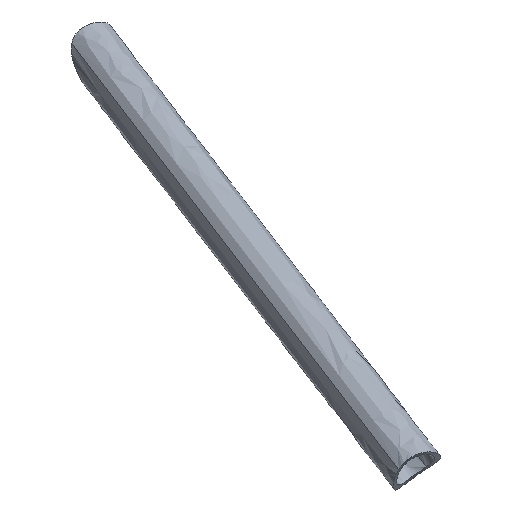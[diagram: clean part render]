
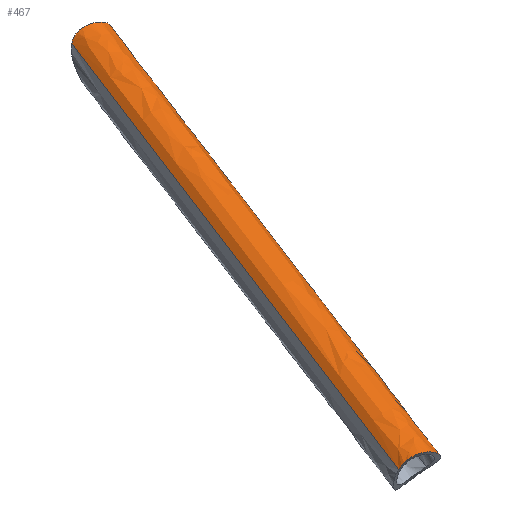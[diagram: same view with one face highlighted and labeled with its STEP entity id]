
A CAD part, top view. The second image highlights one B-rep face of the part: STEP entity #467.
In plain terms, the highlighted free-form (B-spline) face has degree [5, 4] with [6, 5] control points.
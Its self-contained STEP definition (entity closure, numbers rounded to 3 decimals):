
#58=CARTESIAN_POINT('Control Point',(-1684.399,-316.139,371.149)) ;
#59=CARTESIAN_POINT('Control Point',(-1684.028,-315.55,371.392)) ;
#60=CARTESIAN_POINT('Control Point',(-1683.591,-314.965,371.573)) ;
#61=CARTESIAN_POINT('Control Point',(-1683.087,-314.402,371.689)) ;
#62=CARTESIAN_POINT('Control Point',(-1681.978,-313.38,371.783)) ;
#63=CARTESIAN_POINT('Control Point',(-1680.683,-312.574,371.608)) ;
#64=CARTESIAN_POINT('Control Point',(-1680.016,-312.243,371.457)) ;
#65=CARTESIAN_POINT('Control Point',(-1678.355,-311.614,370.93)) ;
#66=CARTESIAN_POINT('Control Point',(-1676.716,-311.402,370.021)) ;
#67=CARTESIAN_POINT('Control Point',(-1675.81,-311.421,369.358)) ;
#68=CARTESIAN_POINT('Control Point',(-1674.463,-311.654,367.965)) ;
#69=CARTESIAN_POINT('Control Point',(-1673.675,-312.116,366.268)) ;
#70=CARTESIAN_POINT('Control Point',(-1673.463,-312.337,365.505)) ;
#71=CARTESIAN_POINT('Control Point',(-1673.312,-312.718,364.228)) ;
#72=CARTESIAN_POINT('Control Point',(-1673.449,-313.121,362.975)) ;
#73=CARTESIAN_POINT('Control Point',(-1673.543,-313.283,362.488)) ;
#74=CARTESIAN_POINT('Control Point',(-1673.92,-313.755,361.131)) ;
#75=CARTESIAN_POINT('Control Point',(-1674.565,-314.262,359.901)) ;
#76=CARTESIAN_POINT('Control Point',(-1675.076,-314.614,359.173)) ;
#77=CARTESIAN_POINT('Control Point',(-1675.665,-314.997,358.54)) ;
#78=CARTESIAN_POINT('Control Point',(-1676.307,-315.412,358.029)) ;
#79=CARTESIAN_POINT('Vertex',(-1684.399,-316.139,371.149)) ;
#81=CARTESIAN_POINT('Vertex',(-1676.307,-315.412,358.029)) ;
#174=CARTESIAN_POINT('Vertex',(-1759.035,-202.213,268.832)) ;
#262=CARTESIAN_POINT('Vertex',(-1769.928,-204.435,277.957)) ;
#266=CARTESIAN_POINT('Control Point',(-1759.035,-202.213,268.832)) ;
#267=CARTESIAN_POINT('Control Point',(-1759.071,-201.56,269.273)) ;
#268=CARTESIAN_POINT('Control Point',(-1759.142,-200.977,269.826)) ;
#269=CARTESIAN_POINT('Control Point',(-1759.271,-200.486,270.461)) ;
#270=CARTESIAN_POINT('Control Point',(-1759.813,-199.389,272.25)) ;
#271=CARTESIAN_POINT('Control Point',(-1760.906,-198.847,274.109)) ;
#272=CARTESIAN_POINT('Control Point',(-1761.822,-198.711,275.17)) ;
#273=CARTESIAN_POINT('Control Point',(-1763.718,-198.833,276.688)) ;
#274=CARTESIAN_POINT('Control Point',(-1765.808,-199.582,277.549)) ;
#275=CARTESIAN_POINT('Control Point',(-1766.698,-200.017,277.79)) ;
#276=CARTESIAN_POINT('Control Point',(-1768.155,-201.005,278.011)) ;
#277=CARTESIAN_POINT('Control Point',(-1769.213,-202.37,278.011)) ;
#278=CARTESIAN_POINT('Control Point',(-1769.563,-203.028,277.989)) ;
#279=CARTESIAN_POINT('Control Point',(-1769.795,-203.723,277.969)) ;
#280=CARTESIAN_POINT('Control Point',(-1769.928,-204.435,277.957)) ;
#404=CARTESIAN_POINT('Control Point',(-1677.691,-324.899,378.458)) ;
#405=CARTESIAN_POINT('Control Point',(-1673.549,-319.34,381.32)) ;
#406=CARTESIAN_POINT('Control Point',(-1666.514,-317.397,377.192)) ;
#407=CARTESIAN_POINT('Control Point',(-1663.62,-321.013,370.202)) ;
#408=CARTESIAN_POINT('Control Point',(-1667.762,-326.572,367.34)) ;
#409=CARTESIAN_POINT('Control Point',(-1696.946,-299.752,357.478)) ;
#410=CARTESIAN_POINT('Control Point',(-1692.804,-294.193,360.34)) ;
#411=CARTESIAN_POINT('Control Point',(-1685.769,-292.25,356.212)) ;
#412=CARTESIAN_POINT('Control Point',(-1682.875,-295.866,349.222)) ;
#413=CARTESIAN_POINT('Control Point',(-1687.017,-301.425,346.36)) ;
#414=CARTESIAN_POINT('Control Point',(-1716.2,-274.605,336.498)) ;
#415=CARTESIAN_POINT('Control Point',(-1712.059,-269.046,339.36)) ;
#416=CARTESIAN_POINT('Control Point',(-1705.023,-267.103,335.232)) ;
#417=CARTESIAN_POINT('Control Point',(-1702.13,-270.719,328.242)) ;
#418=CARTESIAN_POINT('Control Point',(-1706.271,-276.278,325.38)) ;
#419=CARTESIAN_POINT('Control Point',(-1735.455,-249.458,315.519)) ;
#420=CARTESIAN_POINT('Control Point',(-1731.313,-243.899,318.381)) ;
#421=CARTESIAN_POINT('Control Point',(-1724.278,-241.956,314.253)) ;
#422=CARTESIAN_POINT('Control Point',(-1721.384,-245.572,307.262)) ;
#423=CARTESIAN_POINT('Control Point',(-1725.526,-251.131,304.4)) ;
#424=CARTESIAN_POINT('Control Point',(-1754.71,-224.311,294.539)) ;
#425=CARTESIAN_POINT('Control Point',(-1750.568,-218.751,297.401)) ;
#426=CARTESIAN_POINT('Control Point',(-1743.533,-216.808,293.273)) ;
#427=CARTESIAN_POINT('Control Point',(-1740.639,-220.425,286.283)) ;
#428=CARTESIAN_POINT('Control Point',(-1744.781,-225.984,283.421)) ;
#429=CARTESIAN_POINT('Control Point',(-1773.965,-199.163,273.559)) ;
#430=CARTESIAN_POINT('Control Point',(-1769.823,-193.604,276.421)) ;
#431=CARTESIAN_POINT('Control Point',(-1762.787,-191.661,272.293)) ;
#432=CARTESIAN_POINT('Control Point',(-1759.894,-195.278,265.303)) ;
#433=CARTESIAN_POINT('Control Point',(-1764.035,-200.837,262.441)) ;
#435=CARTESIAN_POINT('Control Point',(-1759.035,-202.213,268.832)) ;
#436=CARTESIAN_POINT('Control Point',(-1758.35,-203.713,269.095)) ;
#437=CARTESIAN_POINT('Control Point',(-1757.764,-205.248,269.36)) ;
#438=CARTESIAN_POINT('Control Point',(-1757.301,-206.818,269.623)) ;
#439=CARTESIAN_POINT('Control Point',(-1756.978,-208.452,269.89)) ;
#440=CARTESIAN_POINT('Control Point',(-1756.972,-210.061,270.137)) ;
#441=CARTESIAN_POINT('Vertex',(-1756.972,-210.061,270.137)) ;
#445=CARTESIAN_POINT('Control Point',(-1684.399,-316.139,371.149)) ;
#446=CARTESIAN_POINT('Control Point',(-1701.505,-293.798,352.511)) ;
#447=CARTESIAN_POINT('Control Point',(-1718.611,-271.457,333.872)) ;
#448=CARTESIAN_POINT('Control Point',(-1735.717,-249.116,315.234)) ;
#449=CARTESIAN_POINT('Control Point',(-1752.822,-226.775,296.595)) ;
#450=CARTESIAN_POINT('Control Point',(-1769.928,-204.435,277.957)) ;
#453=CARTESIAN_POINT('Control Point',(-1676.307,-315.412,358.029)) ;
#454=CARTESIAN_POINT('Control Point',(-1692.44,-294.342,340.45)) ;
#455=CARTESIAN_POINT('Control Point',(-1708.573,-273.272,322.872)) ;
#456=CARTESIAN_POINT('Control Point',(-1724.706,-252.202,305.294)) ;
#457=CARTESIAN_POINT('Control Point',(-1740.839,-231.132,287.715)) ;
#458=CARTESIAN_POINT('Control Point',(-1756.972,-210.061,270.137)) ;
#461=ORIENTED_EDGE('',*,*,#443,.F.) ;
#462=ORIENTED_EDGE('',*,*,#281,.T.) ;
#463=ORIENTED_EDGE('',*,*,#451,.F.) ;
#464=ORIENTED_EDGE('',*,*,#83,.T.) ;
#465=ORIENTED_EDGE('',*,*,#459,.T.) ;
#467=ADVANCED_FACE('Corps principal',(#466),#403,.F.) ;
#57=B_SPLINE_CURVE_WITH_KNOTS('',5,(#58,#59,#60,#61,#62,#63,#64,#65,#66,#67,#68,#69,#70,#71,#72,#73,#74,#75,#76,#77,#78),.UNSPECIFIED.,.F.,.U.,(6,3,3,3,3,3,6),(0.,5.503,10.786,18.344,23.947,27.603,34.431),.UNSPECIFIED.) ;
#265=B_SPLINE_CURVE_WITH_KNOTS('',5,(#266,#267,#268,#269,#270,#271,#272,#273,#274,#275,#276,#277,#278,#279,#280),.UNSPECIFIED.,.F.,.U.,(6,3,3,3,6),(2.962,8.56,17.9,24.913,30.239),.UNSPECIFIED.) ;
#434=B_SPLINE_CURVE_WITH_KNOTS('',5,(#435,#436,#437,#438,#439,#440),.UNSPECIFIED.,.F.,.U.,(6,6),(0.623,12.441),.UNSPECIFIED.) ;
#83=EDGE_CURVE('',#80,#82,#57,.T.) ;
#281=EDGE_CURVE('',#175,#263,#265,.T.) ;
#443=EDGE_CURVE('',#175,#442,#434,.T.) ;
#451=EDGE_CURVE('',#80,#263,#444,.T.) ;
#459=EDGE_CURVE('',#82,#442,#452,.T.) ;
#460=EDGE_LOOP('',(#461,#462,#463,#464,#465)) ;
#466=FACE_OUTER_BOUND('',#460,.T.) ;
#80=VERTEX_POINT('',#79) ;
#82=VERTEX_POINT('',#81) ;
#175=VERTEX_POINT('',#174) ;
#263=VERTEX_POINT('',#262) ;
#442=VERTEX_POINT('',#441) ;
#444=(BOUNDED_CURVE()B_SPLINE_CURVE(5,(#445,#446,#447,#448,#449,#450),.UNSPECIFIED.,.F.,.U.)B_SPLINE_CURVE_WITH_KNOTS((6,6),(13.235,181.989),.UNSPECIFIED.)CURVE()GEOMETRIC_REPRESENTATION_ITEM()RATIONAL_B_SPLINE_CURVE((1.,1.,1.,1.,1.,1.))REPRESENTATION_ITEM('')) ;
#452=(BOUNDED_CURVE()B_SPLINE_CURVE(5,(#453,#454,#455,#456,#457,#458),.UNSPECIFIED.,.F.,.U.)B_SPLINE_CURVE_WITH_KNOTS((6,6),(16.86,176.016),.UNSPECIFIED.)CURVE()GEOMETRIC_REPRESENTATION_ITEM()RATIONAL_B_SPLINE_CURVE((1.,1.,1.,1.,1.,1.))REPRESENTATION_ITEM('')) ;
#403=(BOUNDED_SURFACE()B_SPLINE_SURFACE(5,4,((#404,#405,#406,#407,#408),(#409,#410,#411,#412,#413),(#414,#415,#416,#417,#418),(#419,#420,#421,#422,#423),(#424,#425,#426,#427,#428),(#429,#430,#431,#432,#433)),.UNSPECIFIED.,.F.,.F.,.U.)B_SPLINE_SURFACE_WITH_KNOTS((6,6),(5,5),(0.,189.952),(23.562,47.124),.UNSPECIFIED.)GEOMETRIC_REPRESENTATION_ITEM()RATIONAL_B_SPLINE_SURFACE(((1.,0.707,0.667,0.707,1.),(1.,0.707,0.667,0.707,1.),(1.,0.707,0.667,0.707,1.),(1.,0.707,0.667,0.707,1.),(1.,0.707,0.667,0.707,1.),(1.,0.707,0.667,0.707,1.)))REPRESENTATION_ITEM('Rational BSpline Surface')SURFACE()) ;
